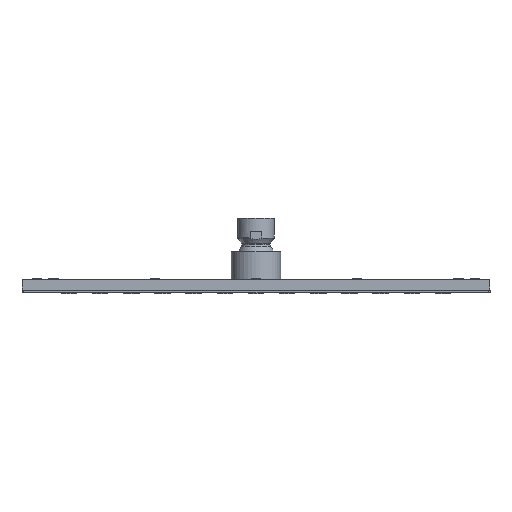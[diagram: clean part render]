
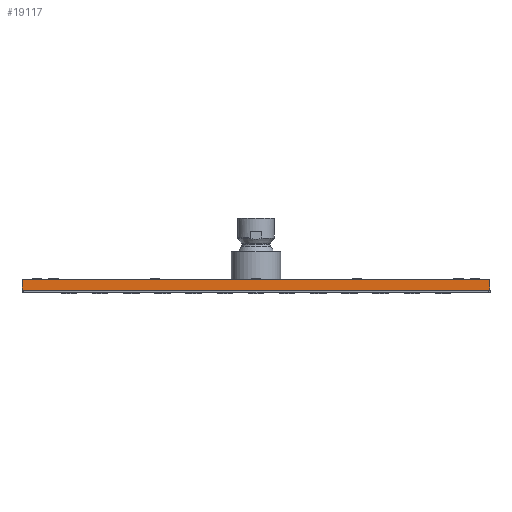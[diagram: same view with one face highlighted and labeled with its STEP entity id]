
A CAD part, left-side view. The second image highlights one B-rep face of the part: STEP entity #19117.
In plain terms, the highlighted planar face has unit normal (-1, 0, 0.018).
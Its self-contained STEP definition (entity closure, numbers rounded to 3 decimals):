
#1317=DIRECTION('',(0.,-1.,0.));
#1318=VECTOR('',#1317,0.464);
#1319=CARTESIAN_POINT('',(-150.122,150.122,
0.));
#1320=LINE('',#1319,#1318);
#1321=DIRECTION('',(0.,-1.,0.));
#1322=VECTOR('',#1321,0.464);
#1323=CARTESIAN_POINT('',(-150.122,-149.658,
0.));
#1324=LINE('',#1323,#1322);
#1325=DIRECTION('',(0.,1.,0.));
#1326=VECTOR('',#1325,299.316);
#1327=CARTESIAN_POINT('',(-150.122,-149.658,
0.));
#1328=LINE('',#1327,#1326);
#1368=DIRECTION('',(0.017,-0.017,1.));
#1369=VECTOR('',#1368,7.002);
#1370=CARTESIAN_POINT('',(-150.122,150.122,
0.));
#1371=LINE('',#1370,#1369);
#1411=DIRECTION('',(0.,-1.,0.));
#1412=VECTOR('',#1411,300.);
#1413=CARTESIAN_POINT('',(-150.,150.,7.));
#1414=LINE('',#1413,#1412);
#1587=DIRECTION('',(-0.017,-0.017,-1.));
#1588=VECTOR('',#1587,7.002);
#1589=CARTESIAN_POINT('',(-150.,-150.,7.));
#1590=LINE('',#1589,#1588);
#17848=CARTESIAN_POINT('',(-150.122,150.122,
0.));
#17849=CARTESIAN_POINT('',(-150.,150.,7.));
#17850=VERTEX_POINT('',#17848);
#17851=VERTEX_POINT('',#17849);
#17860=CARTESIAN_POINT('',(-150.,-150.,7.));
#17861=CARTESIAN_POINT('',(-150.122,-150.122,
0.));
#17862=VERTEX_POINT('',#17860);
#17863=VERTEX_POINT('',#17861);
#17864=CARTESIAN_POINT('',(-150.122,149.658,
0.));
#17866=VERTEX_POINT('',#17864);
#17873=CARTESIAN_POINT('',(-150.122,-149.658,
0.));
#17875=VERTEX_POINT('',#17873);
#19099=CARTESIAN_POINT('',(-150.061,0.,3.5));
#19100=DIRECTION('',(1.,0.,-0.017));
#19101=DIRECTION('',(0.,1.,0.));
#19102=AXIS2_PLACEMENT_3D('',#19099,#19100,#19101);
#19103=PLANE('',#19102);
#19105=ORIENTED_EDGE('',*,*,#19104,.T.);
#19107=ORIENTED_EDGE('',*,*,#19106,.F.);
#19109=ORIENTED_EDGE('',*,*,#19108,.T.);
#19111=ORIENTED_EDGE('',*,*,#19110,.T.);
#19113=ORIENTED_EDGE('',*,*,#19112,.T.);
#19114=ORIENTED_EDGE('',*,*,#19092,.F.);
#19115=EDGE_LOOP('',(#19105,#19107,#19109,#19111,#19113,#19114));
#19116=FACE_OUTER_BOUND('',#19115,.F.);
#19117=ADVANCED_FACE('',(#19116),#19103,.F.);
#19092=EDGE_CURVE('',#17875,#17863,#1324,.T.);
#19104=EDGE_CURVE('',#17875,#17866,#1328,.T.);
#19106=EDGE_CURVE('',#17850,#17866,#1320,.T.);
#19108=EDGE_CURVE('',#17850,#17851,#1371,.T.);
#19110=EDGE_CURVE('',#17851,#17862,#1414,.T.);
#19112=EDGE_CURVE('',#17862,#17863,#1590,.T.);
